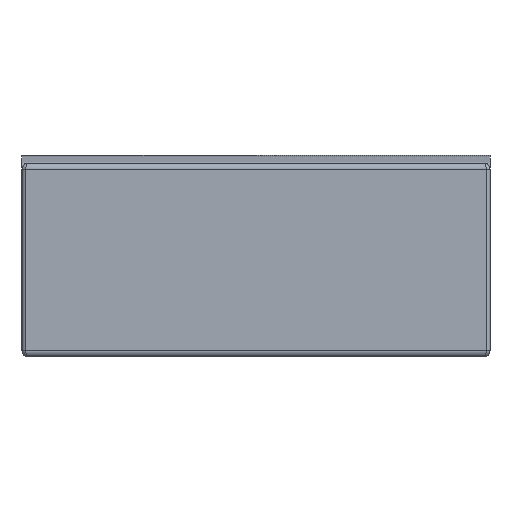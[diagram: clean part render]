
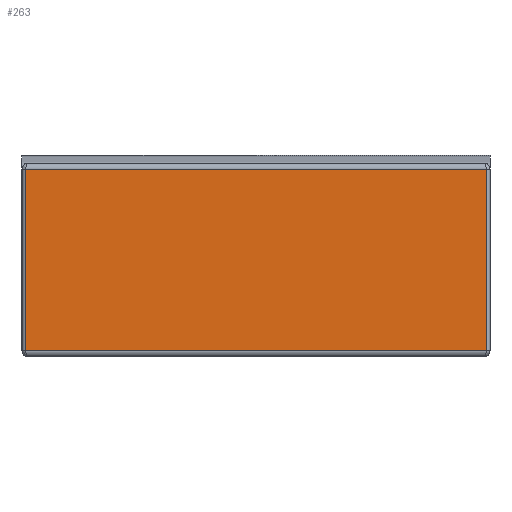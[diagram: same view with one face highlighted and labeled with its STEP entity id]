
A CAD part, front view. The second image highlights one B-rep face of the part: STEP entity #263.
In plain terms, the highlighted planar face has unit normal (0, -1, 0).
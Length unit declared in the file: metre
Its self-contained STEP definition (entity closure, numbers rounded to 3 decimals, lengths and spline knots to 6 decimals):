
#263=ADVANCED_FACE('0:394',(#463),#464,.T.);
#463=FACE_OUTER_BOUND('',#847,.T.);
#464=PLANE('',#848);
#847=EDGE_LOOP('',(#1221,#1222,#1223,#1224));
#848=AXIS2_PLACEMENT_3D('',#1225,#1226,#1227);
#1221=ORIENTED_EDGE('',*,*,#1434,.T.);
#1222=ORIENTED_EDGE('',*,*,#1418,.T.);
#1223=ORIENTED_EDGE('',*,*,#1435,.T.);
#1224=ORIENTED_EDGE('',*,*,#1408,.T.);
#1225=CARTESIAN_POINT('',(0.0,-0.00098,-0.000015));
#1226=DIRECTION('',(0.0,-1.0,0.0));
#1227=DIRECTION('',(0.0,0.0,-1.0));
#1408=EDGE_CURVE('0:454',#1603,#1607,#1609,.T.);
#1418=EDGE_CURVE('0:475',#1616,#1623,#1625,.T.);
#1434=EDGE_CURVE('0:508',#1607,#1616,#1646,.F.);
#1435=EDGE_CURVE('0:511',#1623,#1603,#1647,.T.);
#1603=VERTEX_POINT('',#1915);
#1607=VERTEX_POINT('',#1920);
#1609=LINE('',#1922,#1923);
#1616=VERTEX_POINT('',#1930);
#1623=VERTEX_POINT('',#1937);
#1625=LINE('',#1939,#1940);
#1646=LINE('',#1967,#1968);
#1647=LINE('',#1969,#1970);
#1915=CARTESIAN_POINT('',(0.000595,-0.00098,0.00047));
#1920=CARTESIAN_POINT('',(-0.000595,-0.00098,0.00047));
#1922=CARTESIAN_POINT('',(0.0,-0.00098,0.00047));
#1923=VECTOR('',#2106,1.0);
#1930=CARTESIAN_POINT('',(-0.000595,-0.00098,0.));
#1937=CARTESIAN_POINT('',(0.000595,-0.00098,0.));
#1939=CARTESIAN_POINT('',(0.0,-0.00098,0.));
#1940=VECTOR('',#2125,1.0);
#1967=CARTESIAN_POINT('',(-0.000595,-0.00098,-0.000015));
#1968=VECTOR('',#2144,1.0);
#1969=CARTESIAN_POINT('',(0.000595,-0.00098,-0.000015));
#1970=VECTOR('',#2145,1.0);
#2106=DIRECTION('',(-1.0,0.0,0.0));
#2125=DIRECTION('',(1.0,0.0,0.0));
#2144=DIRECTION('',(0.0,0.0,1.0));
#2145=DIRECTION('',(0.0,0.0,1.0));
